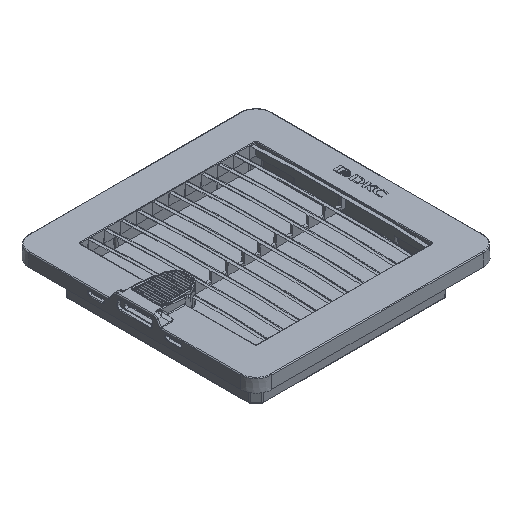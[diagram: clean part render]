
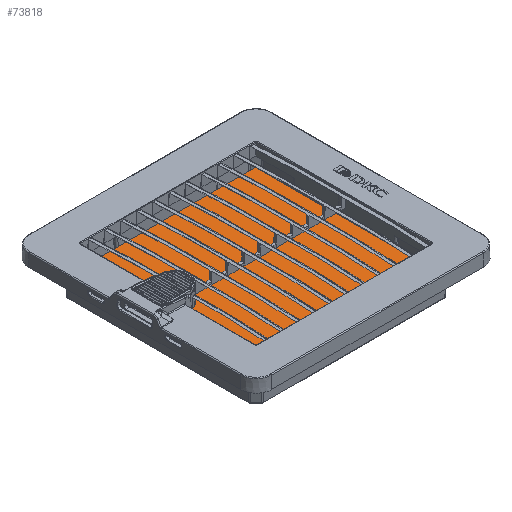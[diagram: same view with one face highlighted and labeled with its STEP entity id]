
A CAD part, isometric view. The second image highlights one B-rep face of the part: STEP entity #73818.
In plain terms, the highlighted planar face has unit normal (0, 0, 1).
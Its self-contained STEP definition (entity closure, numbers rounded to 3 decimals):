
#318 = FACE_OUTER_BOUND ( 'NONE', #140709, .T. ) ;
#914 = CARTESIAN_POINT ( 'NONE',  ( -54.447, -54.547, 10. ) ) ;
#1870 = VERTEX_POINT ( 'NONE', #71997 ) ;
#4366 = ORIENTED_EDGE ( 'NONE', *, *, #5150, .T. ) ;
#5150 = EDGE_CURVE ( 'NONE', #41511, #1870, #83444, .T. ) ;
#14089 = CARTESIAN_POINT ( 'NONE',  ( -54.447, 54.547, 10. ) ) ;
#16109 = DIRECTION ( 'NONE',  ( 1., 0., 0. ) ) ;
#20511 = CARTESIAN_POINT ( 'NONE',  ( 0., 0., 10. ) ) ;
#22581 = ORIENTED_EDGE ( 'NONE', *, *, #79500, .T. ) ;
#22989 = AXIS2_PLACEMENT_3D ( 'NONE', #20511, #125224, #46861 ) ;
#30054 = CARTESIAN_POINT ( 'NONE',  ( 54.447, -54.547, 10. ) ) ;
#40458 = VECTOR ( 'NONE', #118887, 1000. ) ;
#41511 = VERTEX_POINT ( 'NONE', #14089 ) ;
#43222 = DIRECTION ( 'NONE',  ( 0., 1., 0. ) ) ;
#46861 = DIRECTION ( 'NONE',  ( -1., 0., 0. ) ) ;
#52658 = ORIENTED_EDGE ( 'NONE', *, *, #156830, .T. ) ;
#56786 = VERTEX_POINT ( 'NONE', #141711 ) ;
#58834 = CARTESIAN_POINT ( 'NONE',  ( -54.447, 54.547, 10. ) ) ;
#71727 = CARTESIAN_POINT ( 'NONE',  ( 54.447, 54.547, 10. ) ) ;
#71992 = DIRECTION ( 'NONE',  ( -1., 0., 0. ) ) ;
#71997 = CARTESIAN_POINT ( 'NONE',  ( -54.447, -54.547, 10. ) ) ;
#73818 = ADVANCED_FACE ( 'NONE', ( #318 ), #112114, .F. ) ;
#78971 = VECTOR ( 'NONE', #16109, 1000. ) ;
#79500 = EDGE_CURVE ( 'NONE', #1870, #56786, #148325, .T. ) ;
#81396 = CARTESIAN_POINT ( 'NONE',  ( -54.447, -54.547, 10. ) ) ;
#83444 = LINE ( 'NONE', #914, #40458 ) ;
#84816 = ORIENTED_EDGE ( 'NONE', *, *, #89240, .T. ) ;
#89240 = EDGE_CURVE ( 'NONE', #56786, #104376, #118358, .T. ) ;
#104376 = VERTEX_POINT ( 'NONE', #71727 ) ;
#105613 = VECTOR ( 'NONE', #71992, 1000. ) ;
#112114 = PLANE ( 'NONE',  #22989 ) ;
#114248 = VECTOR ( 'NONE', #43222, 1000. ) ;
#118358 = LINE ( 'NONE', #30054, #114248 ) ;
#118887 = DIRECTION ( 'NONE',  ( 0., -1., 0. ) ) ;
#125224 = DIRECTION ( 'NONE',  ( 0., 0., -1. ) ) ;
#140709 = EDGE_LOOP ( 'NONE', ( #84816, #52658, #4366, #22581 ) ) ;
#141711 = CARTESIAN_POINT ( 'NONE',  ( 54.447, -54.547, 10. ) ) ;
#148325 = LINE ( 'NONE', #81396, #78971 ) ;
#152411 = LINE ( 'NONE', #58834, #105613 ) ;
#156830 = EDGE_CURVE ( 'NONE', #104376, #41511, #152411, .T. ) ;
